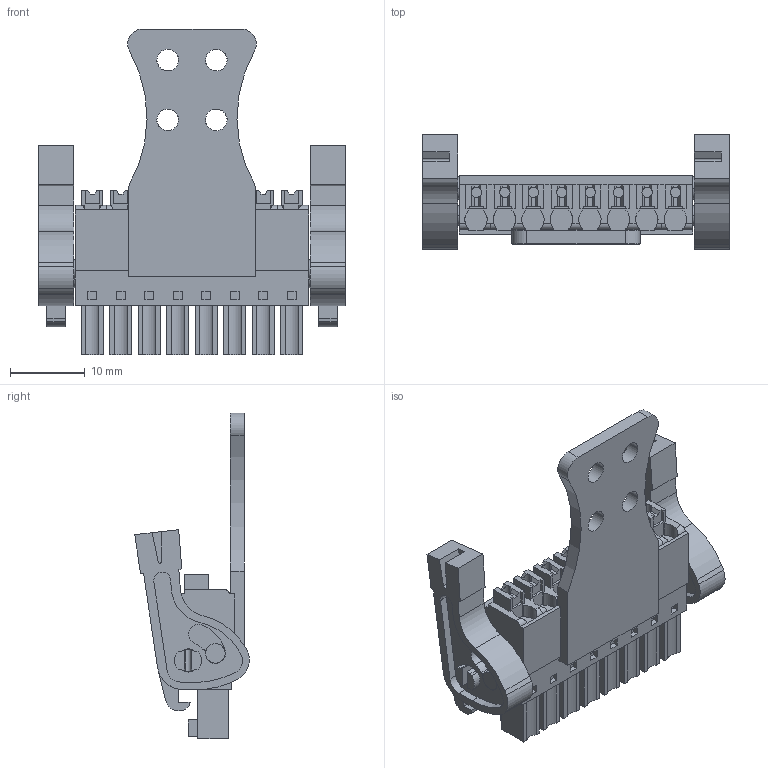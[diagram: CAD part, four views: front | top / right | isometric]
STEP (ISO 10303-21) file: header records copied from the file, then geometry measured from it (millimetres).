
FILE_DESCRIPTION(('CATIA V5 STEP Exchange','CAx-IF Rec.Pracs.--- Model Styling and Organization---1.2---2011-12-15'),'2;1');
FILE_NAME ('D1462266_0', '2017-08-01T10:34:07+00:00', ('none'), ('Weidmueller'), 'CATIA Version 5-6 Release 2014', 'CATIA V5 STEP AP214', 'none');
FILE_SCHEMA(('AUTOMOTIVE_DESIGN { 1 0 10303 214 1 1 1 1 }'));
Length unit declared in the file: millimetre
Products named in the file (1): 2443000000
Bounding box: 41.07 x 15.33 x 43.6 mm (x, y, z)
Volume: 5686.9 mm3; surface area: 6254.8 mm2
Topology: 12 solids, 12 shells, 710 faces, 1934 edges, 1290 vertices
Faces by surface type: plane 551, cylinder 159
Entity records: 21250 total; most frequent: CARTESIAN_POINT 4300, ORIENTED_EDGE 3868, DIRECTION 2782, EDGE_CURVE 1934, VECTOR 1514, LINE 1514, VERTEX_POINT 1290, AXIS2_PLACEMENT_3D 799
